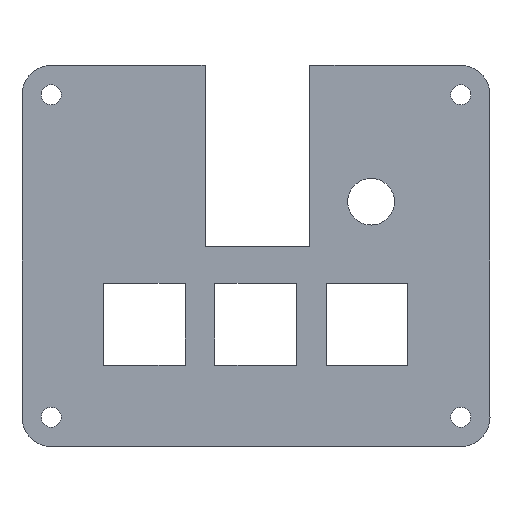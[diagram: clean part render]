
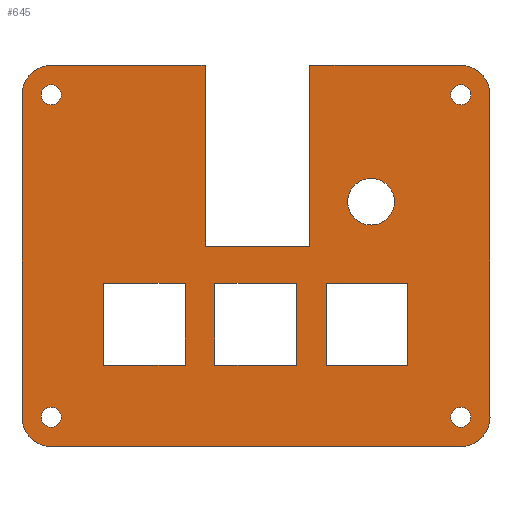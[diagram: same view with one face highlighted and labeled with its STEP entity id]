
A CAD part, top view. The second image highlights one B-rep face of the part: STEP entity #645.
In plain terms, the highlighted planar face has unit normal (0, 0, 1).
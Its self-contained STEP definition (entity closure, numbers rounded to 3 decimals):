
#23=FACE_BOUND('',#123,.T.);
#24=FACE_BOUND('',#124,.T.);
#25=FACE_BOUND('',#125,.T.);
#26=FACE_BOUND('',#126,.T.);
#27=FACE_BOUND('',#127,.T.);
#28=FACE_BOUND('',#128,.T.);
#29=FACE_BOUND('',#129,.T.);
#30=FACE_BOUND('',#130,.T.);
#52=PLANE('',#708);
#83=FACE_OUTER_BOUND('',#122,.T.);
#122=EDGE_LOOP('',(#577,#578,#579,#580,#581,#582,#583,#584,#585,#586,#587,
#588));
#123=EDGE_LOOP('',(#589,#590,#591,#592));
#124=EDGE_LOOP('',(#593));
#125=EDGE_LOOP('',(#594));
#126=EDGE_LOOP('',(#595,#596,#597,#598));
#127=EDGE_LOOP('',(#599));
#128=EDGE_LOOP('',(#600));
#129=EDGE_LOOP('',(#601,#602,#603,#604));
#130=EDGE_LOOP('',(#605));
#135=LINE('',#893,#204);
#157=LINE('',#955,#226);
#160=LINE('',#963,#229);
#163=LINE('',#972,#232);
#167=LINE('',#982,#236);
#169=LINE('',#986,#238);
#171=LINE('',#990,#240);
#173=LINE('',#993,#242);
#177=LINE('',#1006,#246);
#179=LINE('',#1010,#248);
#181=LINE('',#1014,#250);
#183=LINE('',#1017,#252);
#187=LINE('',#1030,#256);
#189=LINE('',#1034,#258);
#191=LINE('',#1038,#260);
#193=LINE('',#1041,#262);
#194=LINE('',#1043,#263);
#195=LINE('',#1046,#264);
#197=LINE('',#1050,#266);
#199=LINE('',#1053,#268);
#204=VECTOR('',#723,10.);
#226=VECTOR('',#769,10.);
#229=VECTOR('',#778,10.);
#232=VECTOR('',#787,10.);
#236=VECTOR('',#797,10.);
#238=VECTOR('',#801,10.);
#240=VECTOR('',#805,10.);
#242=VECTOR('',#809,10.);
#246=VECTOR('',#823,10.);
#248=VECTOR('',#827,10.);
#250=VECTOR('',#831,10.);
#252=VECTOR('',#835,10.);
#256=VECTOR('',#849,10.);
#258=VECTOR('',#853,10.);
#260=VECTOR('',#857,10.);
#262=VECTOR('',#861,10.);
#263=VECTOR('',#864,10.);
#264=VECTOR('',#867,10.);
#266=VECTOR('',#871,10.);
#268=VECTOR('',#875,10.);
#269=CIRCLE('',#661,5.);
#279=CIRCLE('',#674,5.);
#280=CIRCLE('',#677,5.);
#281=CIRCLE('',#680,5.);
#282=CIRCLE('',#683,1.7);
#283=CIRCLE('',#689,1.7);
#284=CIRCLE('',#691,1.7);
#285=CIRCLE('',#697,1.7);
#286=CIRCLE('',#699,4.);
#287=VERTEX_POINT('',#880);
#288=VERTEX_POINT('',#881);
#292=VERTEX_POINT('',#891);
#319=VERTEX_POINT('',#949);
#320=VERTEX_POINT('',#953);
#321=VERTEX_POINT('',#957);
#322=VERTEX_POINT('',#961);
#323=VERTEX_POINT('',#965);
#324=VERTEX_POINT('',#966);
#325=VERTEX_POINT('',#971);
#326=VERTEX_POINT('',#975);
#327=VERTEX_POINT('',#979);
#328=VERTEX_POINT('',#981);
#329=VERTEX_POINT('',#985);
#330=VERTEX_POINT('',#989);
#331=VERTEX_POINT('',#995);
#332=VERTEX_POINT('',#999);
#333=VERTEX_POINT('',#1003);
#334=VERTEX_POINT('',#1005);
#335=VERTEX_POINT('',#1009);
#336=VERTEX_POINT('',#1013);
#337=VERTEX_POINT('',#1019);
#338=VERTEX_POINT('',#1023);
#339=VERTEX_POINT('',#1027);
#340=VERTEX_POINT('',#1029);
#341=VERTEX_POINT('',#1033);
#342=VERTEX_POINT('',#1037);
#343=VERTEX_POINT('',#1045);
#344=VERTEX_POINT('',#1049);
#345=EDGE_CURVE('',#287,#288,#269,.T.);
#351=EDGE_CURVE('',#287,#292,#135,.T.);
#379=EDGE_CURVE('',#319,#292,#279,.T.);
#382=EDGE_CURVE('',#319,#320,#157,.T.);
#383=EDGE_CURVE('',#321,#320,#280,.T.);
#386=EDGE_CURVE('',#321,#322,#160,.T.);
#387=EDGE_CURVE('',#323,#324,#281,.T.);
#390=EDGE_CURVE('',#325,#324,#163,.T.);
#392=EDGE_CURVE('',#326,#326,#282,.T.);
#395=EDGE_CURVE('',#328,#327,#167,.T.);
#397=EDGE_CURVE('',#329,#328,#169,.T.);
#399=EDGE_CURVE('',#330,#329,#171,.T.);
#401=EDGE_CURVE('',#327,#330,#173,.T.);
#402=EDGE_CURVE('',#331,#331,#283,.T.);
#404=EDGE_CURVE('',#332,#332,#284,.T.);
#407=EDGE_CURVE('',#334,#333,#177,.T.);
#409=EDGE_CURVE('',#335,#334,#179,.T.);
#411=EDGE_CURVE('',#336,#335,#181,.T.);
#413=EDGE_CURVE('',#333,#336,#183,.T.);
#414=EDGE_CURVE('',#337,#337,#285,.T.);
#416=EDGE_CURVE('',#338,#338,#286,.T.);
#419=EDGE_CURVE('',#340,#339,#187,.T.);
#421=EDGE_CURVE('',#341,#340,#189,.T.);
#423=EDGE_CURVE('',#342,#341,#191,.T.);
#425=EDGE_CURVE('',#339,#342,#193,.T.);
#426=EDGE_CURVE('',#323,#288,#194,.T.);
#427=EDGE_CURVE('',#343,#325,#195,.T.);
#429=EDGE_CURVE('',#344,#343,#197,.T.);
#431=EDGE_CURVE('',#322,#344,#199,.T.);
#577=ORIENTED_EDGE('',*,*,#345,.F.);
#578=ORIENTED_EDGE('',*,*,#351,.T.);
#579=ORIENTED_EDGE('',*,*,#379,.F.);
#580=ORIENTED_EDGE('',*,*,#382,.T.);
#581=ORIENTED_EDGE('',*,*,#383,.F.);
#582=ORIENTED_EDGE('',*,*,#386,.T.);
#583=ORIENTED_EDGE('',*,*,#431,.T.);
#584=ORIENTED_EDGE('',*,*,#429,.T.);
#585=ORIENTED_EDGE('',*,*,#427,.T.);
#586=ORIENTED_EDGE('',*,*,#390,.T.);
#587=ORIENTED_EDGE('',*,*,#387,.F.);
#588=ORIENTED_EDGE('',*,*,#426,.T.);
#589=ORIENTED_EDGE('',*,*,#425,.T.);
#590=ORIENTED_EDGE('',*,*,#423,.T.);
#591=ORIENTED_EDGE('',*,*,#421,.T.);
#592=ORIENTED_EDGE('',*,*,#419,.T.);
#593=ORIENTED_EDGE('',*,*,#416,.T.);
#594=ORIENTED_EDGE('',*,*,#414,.T.);
#595=ORIENTED_EDGE('',*,*,#413,.T.);
#596=ORIENTED_EDGE('',*,*,#411,.T.);
#597=ORIENTED_EDGE('',*,*,#409,.T.);
#598=ORIENTED_EDGE('',*,*,#407,.T.);
#599=ORIENTED_EDGE('',*,*,#404,.T.);
#600=ORIENTED_EDGE('',*,*,#402,.T.);
#601=ORIENTED_EDGE('',*,*,#401,.T.);
#602=ORIENTED_EDGE('',*,*,#399,.T.);
#603=ORIENTED_EDGE('',*,*,#397,.T.);
#604=ORIENTED_EDGE('',*,*,#395,.T.);
#605=ORIENTED_EDGE('',*,*,#392,.T.);
#645=ADVANCED_FACE('',(#83,#23,#24,#25,#26,#27,#28,#29,#30),#52,.T.);
#661=AXIS2_PLACEMENT_3D('',#882,#713,#714);
#674=AXIS2_PLACEMENT_3D('',#950,#763,#764);
#677=AXIS2_PLACEMENT_3D('',#958,#772,#773);
#680=AXIS2_PLACEMENT_3D('',#967,#781,#782);
#683=AXIS2_PLACEMENT_3D('',#976,#791,#792);
#689=AXIS2_PLACEMENT_3D('',#996,#812,#813);
#691=AXIS2_PLACEMENT_3D('',#1000,#817,#818);
#697=AXIS2_PLACEMENT_3D('',#1020,#838,#839);
#699=AXIS2_PLACEMENT_3D('',#1024,#843,#844);
#708=AXIS2_PLACEMENT_3D('',#1054,#876,#877);
#713=DIRECTION('center_axis',(0.,0.,-1.));
#714=DIRECTION('ref_axis',(-0.707,-0.707,0.));
#723=DIRECTION('',(1.,0.,0.));
#763=DIRECTION('center_axis',(0.,0.,-1.));
#764=DIRECTION('ref_axis',(0.707,-0.707,0.));
#769=DIRECTION('',(0.,1.,0.));
#772=DIRECTION('center_axis',(0.,0.,-1.));
#773=DIRECTION('ref_axis',(0.707,0.707,0.));
#778=DIRECTION('',(-1.,0.,0.));
#781=DIRECTION('center_axis',(0.,0.,-1.));
#782=DIRECTION('ref_axis',(-0.707,0.707,0.));
#787=DIRECTION('',(-1.,0.,0.));
#791=DIRECTION('center_axis',(0.,0.,-1.));
#792=DIRECTION('ref_axis',(1.,0.,0.));
#797=DIRECTION('',(-1.,0.,0.));
#801=DIRECTION('',(0.,-1.,0.));
#805=DIRECTION('',(1.,0.,0.));
#809=DIRECTION('',(0.,1.,0.));
#812=DIRECTION('center_axis',(0.,0.,-1.));
#813=DIRECTION('ref_axis',(1.,0.,0.));
#817=DIRECTION('center_axis',(0.,0.,-1.));
#818=DIRECTION('ref_axis',(1.,0.,0.));
#823=DIRECTION('',(-1.,0.,0.));
#827=DIRECTION('',(0.,-1.,0.));
#831=DIRECTION('',(1.,0.,0.));
#835=DIRECTION('',(0.,1.,0.));
#838=DIRECTION('center_axis',(0.,0.,-1.));
#839=DIRECTION('ref_axis',(1.,0.,0.));
#843=DIRECTION('center_axis',(0.,0.,-1.));
#844=DIRECTION('ref_axis',(1.,0.,0.));
#849=DIRECTION('',(-1.,0.,0.));
#853=DIRECTION('',(0.,-1.,0.));
#857=DIRECTION('',(1.,0.,0.));
#861=DIRECTION('',(0.,1.,0.));
#864=DIRECTION('',(0.,-1.,0.));
#867=DIRECTION('',(0.,1.,0.));
#871=DIRECTION('',(-1.,0.,0.));
#875=DIRECTION('',(0.,-1.,0.));
#876=DIRECTION('center_axis',(0.,0.,1.));
#877=DIRECTION('ref_axis',(1.,0.,0.));
#880=CARTESIAN_POINT('',(-6.415,-30.425,1.5));
#881=CARTESIAN_POINT('',(-11.415,-25.425,1.5));
#882=CARTESIAN_POINT('Origin',(-6.415,-25.425,1.5));
#891=CARTESIAN_POINT('',(63.675,-30.425,1.5));
#893=CARTESIAN_POINT('',(68.675,-30.425,1.5));
#949=CARTESIAN_POINT('',(68.675,-25.425,1.5));
#950=CARTESIAN_POINT('Origin',(63.675,-25.425,1.5));
#953=CARTESIAN_POINT('',(68.675,29.775,1.5));
#955=CARTESIAN_POINT('',(68.675,34.775,1.5));
#957=CARTESIAN_POINT('',(63.675,34.775,1.5));
#958=CARTESIAN_POINT('Origin',(63.675,29.775,1.5));
#961=CARTESIAN_POINT('',(37.845,34.775,1.5));
#963=CARTESIAN_POINT('',(-11.415,34.775,1.5));
#965=CARTESIAN_POINT('',(-11.415,29.775,1.5));
#966=CARTESIAN_POINT('',(-6.415,34.775,1.5));
#967=CARTESIAN_POINT('Origin',(-6.415,29.775,1.5));
#971=CARTESIAN_POINT('',(19.905,34.775,1.5));
#972=CARTESIAN_POINT('',(-11.415,34.775,1.5));
#975=CARTESIAN_POINT('',(61.975,-25.425,1.5));
#976=CARTESIAN_POINT('Origin',(63.675,-25.425,1.5));
#979=CARTESIAN_POINT('',(21.575,-16.525,1.5));
#981=CARTESIAN_POINT('',(35.575,-16.525,1.5));
#982=CARTESIAN_POINT('',(21.575,-16.525,1.5));
#985=CARTESIAN_POINT('',(35.575,-2.525,1.5));
#986=CARTESIAN_POINT('',(35.575,-2.525,1.5));
#989=CARTESIAN_POINT('',(21.575,-2.525,1.5));
#990=CARTESIAN_POINT('',(21.575,-2.525,1.5));
#993=CARTESIAN_POINT('',(21.575,-2.525,1.5));
#995=CARTESIAN_POINT('',(-8.115,-25.425,1.5));
#996=CARTESIAN_POINT('Origin',(-6.415,-25.425,1.5));
#999=CARTESIAN_POINT('',(-8.115,29.775,1.5));
#1000=CARTESIAN_POINT('Origin',(-6.415,29.775,1.5));
#1003=CARTESIAN_POINT('',(2.525,-16.525,1.5));
#1005=CARTESIAN_POINT('',(16.525,-16.525,1.5));
#1006=CARTESIAN_POINT('',(2.525,-16.525,1.5));
#1009=CARTESIAN_POINT('',(16.525,-2.525,1.5));
#1010=CARTESIAN_POINT('',(16.525,-2.525,1.5));
#1013=CARTESIAN_POINT('',(2.525,-2.525,1.5));
#1014=CARTESIAN_POINT('',(2.525,-2.525,1.5));
#1017=CARTESIAN_POINT('',(2.525,-2.525,1.5));
#1019=CARTESIAN_POINT('',(61.975,29.775,1.5));
#1020=CARTESIAN_POINT('Origin',(63.675,29.775,1.5));
#1023=CARTESIAN_POINT('',(44.325,11.465,1.5));
#1024=CARTESIAN_POINT('Origin',(48.325,11.465,1.5));
#1027=CARTESIAN_POINT('',(40.625,-16.525,1.5));
#1029=CARTESIAN_POINT('',(54.625,-16.525,1.5));
#1030=CARTESIAN_POINT('',(40.625,-16.525,1.5));
#1033=CARTESIAN_POINT('',(54.625,-2.525,1.5));
#1034=CARTESIAN_POINT('',(54.625,-2.525,1.5));
#1037=CARTESIAN_POINT('',(40.625,-2.525,1.5));
#1038=CARTESIAN_POINT('',(40.625,-2.525,1.5));
#1041=CARTESIAN_POINT('',(40.625,-2.525,1.5));
#1043=CARTESIAN_POINT('',(-11.415,-30.425,1.5));
#1045=CARTESIAN_POINT('',(19.905,3.775,1.5));
#1046=CARTESIAN_POINT('',(19.905,3.775,1.5));
#1049=CARTESIAN_POINT('',(37.845,3.775,1.5));
#1050=CARTESIAN_POINT('',(37.845,3.775,1.5));
#1053=CARTESIAN_POINT('',(37.845,34.775,1.5));
#1054=CARTESIAN_POINT('Origin',(28.63,2.175,1.5));
